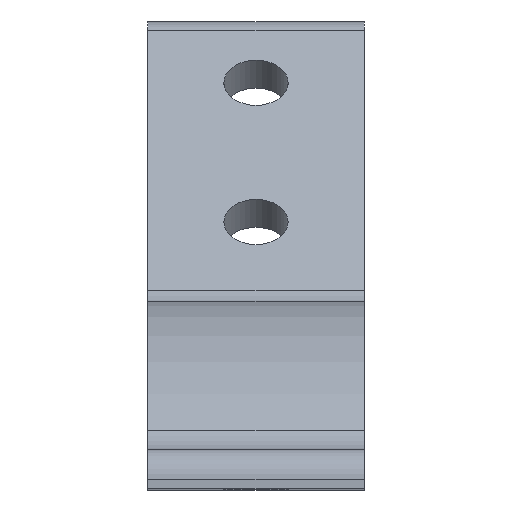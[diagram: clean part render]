
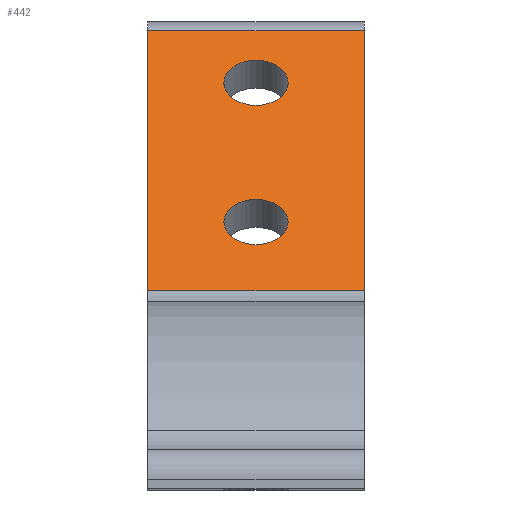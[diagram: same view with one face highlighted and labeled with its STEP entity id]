
A CAD part, top view. The second image highlights one B-rep face of the part: STEP entity #442.
In plain terms, the highlighted planar face has unit normal (0, 0.707, 0.707).
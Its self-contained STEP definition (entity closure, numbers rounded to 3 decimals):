
#15=FACE_BOUND('',#65,.T.);
#16=FACE_BOUND('',#66,.T.);
#29=PLANE('',#470);
#40=FACE_OUTER_BOUND('',#64,.T.);
#64=EDGE_LOOP('',(#307,#308,#309,#310));
#65=EDGE_LOOP('',(#311));
#66=EDGE_LOOP('',(#312));
#102=LINE('',#668,#136);
#103=LINE('',#671,#137);
#104=LINE('',#673,#138);
#105=LINE('',#674,#139);
#136=VECTOR('',#528,22.);
#137=VECTOR('',#531,37.395);
#138=VECTOR('',#532,22.);
#139=VECTOR('',#533,37.395);
#171=CIRCLE('',#471,3.25);
#172=CIRCLE('',#472,3.25);
#197=VERTEX_POINT('',#661);
#200=VERTEX_POINT('',#666);
#201=VERTEX_POINT('',#670);
#202=VERTEX_POINT('',#672);
#203=VERTEX_POINT('',#675);
#204=VERTEX_POINT('',#677);
#244=EDGE_CURVE('',#200,#197,#102,.T.);
#245=EDGE_CURVE('',#200,#201,#103,.T.);
#246=EDGE_CURVE('',#202,#201,#104,.T.);
#247=EDGE_CURVE('',#197,#202,#105,.T.);
#248=EDGE_CURVE('',#203,#203,#171,.T.);
#249=EDGE_CURVE('',#204,#204,#172,.T.);
#307=ORIENTED_EDGE('',*,*,#244,.F.);
#308=ORIENTED_EDGE('',*,*,#245,.T.);
#309=ORIENTED_EDGE('',*,*,#246,.F.);
#310=ORIENTED_EDGE('',*,*,#247,.F.);
#311=ORIENTED_EDGE('',*,*,#248,.T.);
#312=ORIENTED_EDGE('',*,*,#249,.T.);
#442=ADVANCED_FACE('',(#40,#15,#16),#29,.T.);
#470=AXIS2_PLACEMENT_3D('',#669,#529,#530);
#471=AXIS2_PLACEMENT_3D('',#676,#534,#535);
#472=AXIS2_PLACEMENT_3D('',#678,#536,#537);
#528=DIRECTION('',(1.,0.,0.));
#529=DIRECTION('center_axis',(0.,0.707,0.707));
#530=DIRECTION('ref_axis',(0.,-0.707,0.707));
#531=DIRECTION('',(0.,-0.707,0.707));
#532=DIRECTION('',(-1.,0.,0.));
#533=DIRECTION('',(0.,-0.707,0.707));
#534=DIRECTION('center_axis',(0.,-0.707,-0.707));
#535=DIRECTION('ref_axis',(1.,0.,0.));
#536=DIRECTION('center_axis',(0.,-0.707,-0.707));
#537=DIRECTION('ref_axis',(1.,0.,0.));
#661=CARTESIAN_POINT('',(22.,46.669,-106.012));
#666=CARTESIAN_POINT('',(0.,46.669,-106.012));
#668=CARTESIAN_POINT('',(0.,46.669,-106.012));
#669=CARTESIAN_POINT('Origin',(0.,48.79,-108.134));
#670=CARTESIAN_POINT('',(0.,20.227,-79.57));
#671=CARTESIAN_POINT('',(0.,48.79,-108.134));
#672=CARTESIAN_POINT('',(22.,20.227,-79.57));
#673=CARTESIAN_POINT('',(0.,20.227,-79.57));
#674=CARTESIAN_POINT('',(22.,48.79,-108.134));
#675=CARTESIAN_POINT('',(14.25,41.366,-100.709));
#676=CARTESIAN_POINT('Origin',(11.,41.366,-100.709));
#677=CARTESIAN_POINT('',(14.25,27.224,-86.567));
#678=CARTESIAN_POINT('Origin',(11.,27.224,-86.567));
